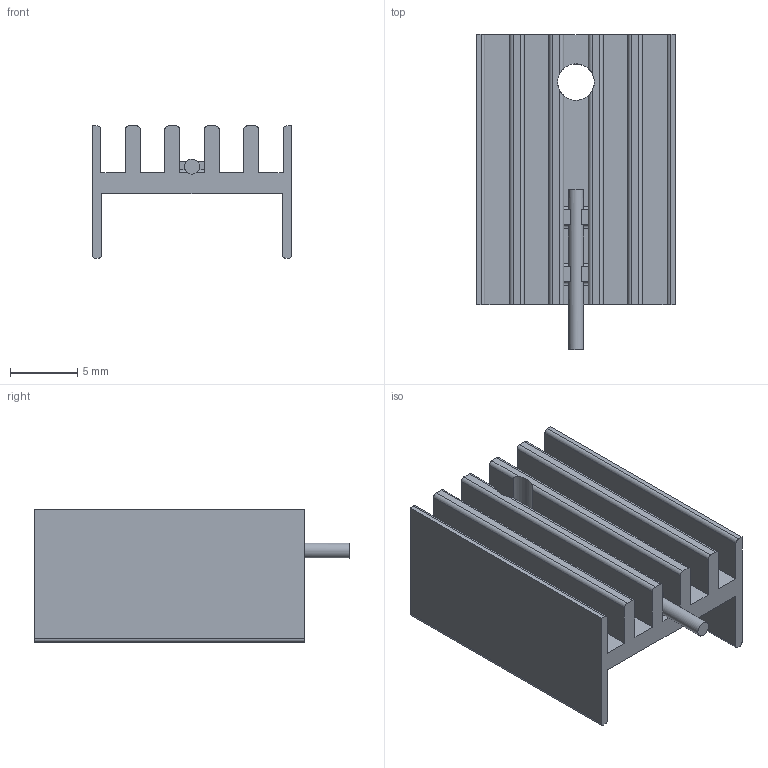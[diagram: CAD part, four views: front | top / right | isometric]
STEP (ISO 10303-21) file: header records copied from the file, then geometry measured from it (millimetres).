
FILE_DESCRIPTION(/* description */ ('Unknown'),/* implementation_level */ '2;1');
FILE_NAME(/* name */ '14x20x10mm -TO Package',/* time_stamp */ '2019-01-10T11:19:05-05:00',/* author */ ('Unknown'),/* organization */ ('Unknown'),/* preprocessor_version */ 'ST-DEVELOPER v16.7',/* originating_system */ 'DEX',/* authorisation */ $);
FILE_SCHEMA (('AUTOMOTIVE_DESIGN {1 0 10303 214 3 1 1}'));
Length unit declared in the file: millimetre
Products named in the file (1): 14x20x10mm -TO Package
Bounding box: 14.83 x 23.44 x 9.86 mm (x, y, z)
Volume: 990.6 mm3; surface area: 2023.3 mm2
Topology: 1 solids, 21 shells, 250 faces, 627 edges, 418 vertices
Faces by surface type: plane 184, bspline 40, cylinder 26
Full cylindrical faces by diameter (mm): 1.118 x1, 2.718 x1
Entity records: 10679 total; most frequent: CARTESIAN_POINT 3564, ORIENTED_EDGE 1238, DIRECTION 815, EDGE_CURVE 619, VERTEX_POINT 416, LINE 289, VECTOR 289, B_SPLINE_CURVE_WITH_KNOTS 278
